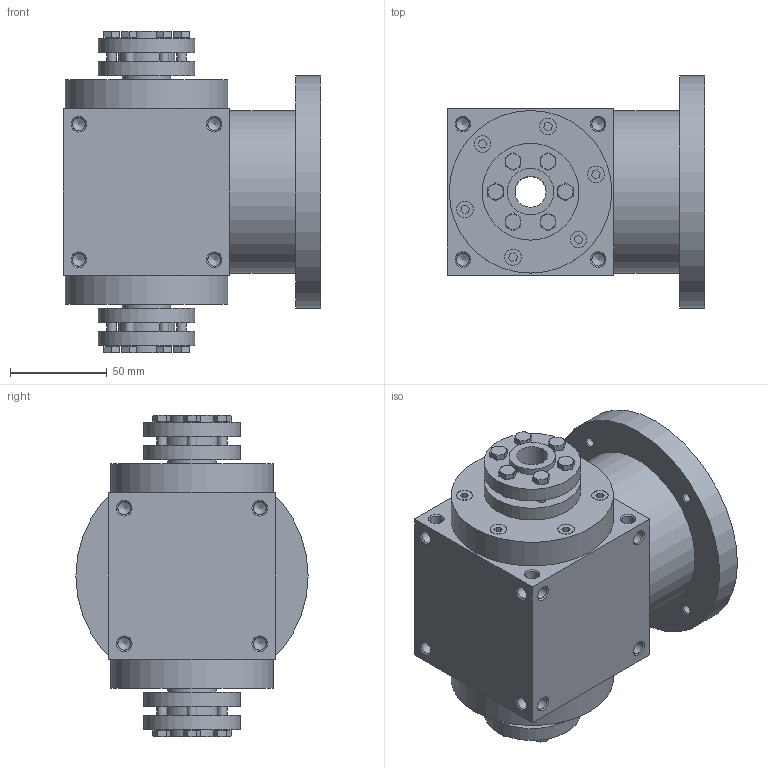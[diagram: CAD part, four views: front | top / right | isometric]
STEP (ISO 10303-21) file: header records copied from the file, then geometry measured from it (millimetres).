
FILE_DESCRIPTION( ( 'STEP AP214' ), '1' );
FILE_NAME( 'MRA86_MC2_R.1_2_56_B5.stp', '2018-08-16T07:06:20', ( '' ), ( '' ), ' ', 'PARTsolutions', ' ' );
FILE_SCHEMA( ( 'AUTOMOTIVE_DESIGN { 1 0 10303 214 1 1 1 1 }' ) );
Length unit declared in the file: millimetre
Products named in the file (4): MRA86_MC2_R.1/2_56/B5; _MRA8620-case; _MRX86_1-flange; _RA86-shrink_disk
Assembly tree (4 placements, depth 2):
  MRA86_MC2_R.1/2_56/B5
    _MRA8620-case
    _MRX86_1-flange
    _RA86-shrink_disk  x2
Bounding box: 133 x 120 x 166 mm (x, y, z)
Volume: 1131907.8 mm3; surface area: 134380.1 mm2
Topology: 4 solids, 4 shells, 461 faces, 1152 edges, 731 vertices
Faces by surface type: plane 223, cone 128, cylinder 110
Full cylindrical faces by diameter (mm): 4.917 x4, 5 x12, 6.647 x48, 6.88 x12, 8.5 x12, 16 x2, 18 x1, 24 x5, 25 x2, 29 x2, 50 x4, 80 x1, 84 x3, 120 x1
Entity records: 12626 total; most frequent: CARTESIAN_POINT 1886, DIRECTION 1642, ORIENTED_EDGE 1372, EDGE_CURVE 686, AXIS2_PLACEMENT_3D 666, EDGE_LOOP 580, VERTEX_POINT 526, FACE_OUTER_BOUND 450
